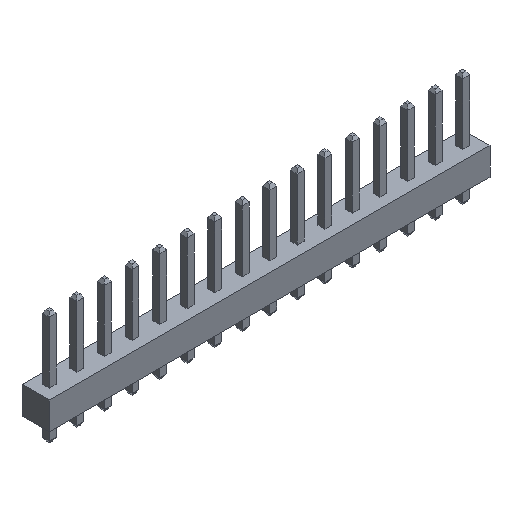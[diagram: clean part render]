
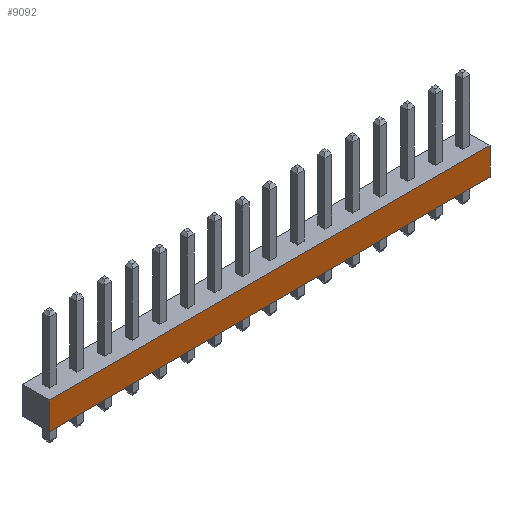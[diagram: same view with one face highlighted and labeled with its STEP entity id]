
A CAD part, isometric view. The second image highlights one B-rep face of the part: STEP entity #9092.
In plain terms, the highlighted planar face has unit normal (0, -1, 0).
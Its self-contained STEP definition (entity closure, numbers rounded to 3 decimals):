
#8969 = CARTESIAN_POINT ( 'NONE',  ( 39.37, -1.25, 0. ) ) ;
#8970 = VERTEX_POINT ( 'NONE', #8969 ) ;
#8987 = CARTESIAN_POINT ( 'NONE',  ( 39.37, -1.25, 2.54 ) ) ;
#8988 = VERTEX_POINT ( 'NONE', #8987 ) ;
#8995 = CARTESIAN_POINT ( 'NONE',  ( 39.37, -1.25, 2.54 ) ) ;
#8996 = DIRECTION ( 'NONE',  ( 0., 0., -1. ) ) ;
#8997 = VECTOR ( 'NONE', #8996, 1000. ) ;
#8998 = LINE ( 'NONE', #8995, #8997 ) ;
#8999 = EDGE_CURVE ( 'NONE', #8988, #8970, #8998, .T. ) ;
#9040 = CARTESIAN_POINT ( 'NONE',  ( -1.27, -1.25, 0. ) ) ;
#9041 = VERTEX_POINT ( 'NONE', #9040 ) ;
#9048 = CARTESIAN_POINT ( 'NONE',  ( -1.27, -1.25, 2.54 ) ) ;
#9049 = VERTEX_POINT ( 'NONE', #9048 ) ;
#9050 = CARTESIAN_POINT ( 'NONE',  ( -1.27, -1.25, 2.54 ) ) ;
#9051 = DIRECTION ( 'NONE',  ( 0., 0., -1. ) ) ;
#9052 = VECTOR ( 'NONE', #9051, 1000. ) ;
#9053 = LINE ( 'NONE', #9050, #9052 ) ;
#9054 = EDGE_CURVE ( 'NONE', #9049, #9041, #9053, .T. ) ;
#9071 = CARTESIAN_POINT ( 'NONE',  ( -1.27, -1.25, 0. ) ) ;
#9072 = DIRECTION ( 'NONE',  ( 1., 0., 0. ) ) ;
#9073 = VECTOR ( 'NONE', #9072, 1000. ) ;
#9074 = LINE ( 'NONE', #9071, #9073 ) ;
#9075 = EDGE_CURVE ( 'NONE', #9041, #8970, #9074, .T. ) ;
#9076 = ORIENTED_EDGE ( 'NONE', *, *, #9075, .T. ) ;
#9077 = ORIENTED_EDGE ( 'NONE', *, *, #8999, .F. ) ;
#9078 = CARTESIAN_POINT ( 'NONE',  ( -1.27, -1.25, 2.54 ) ) ;
#9079 = DIRECTION ( 'NONE',  ( 1., 0., 0. ) ) ;
#9080 = VECTOR ( 'NONE', #9079, 1000. ) ;
#9081 = LINE ( 'NONE', #9078, #9080 ) ;
#9082 = EDGE_CURVE ( 'NONE', #9049, #8988, #9081, .T. ) ;
#9083 = ORIENTED_EDGE ( 'NONE', *, *, #9082, .F. ) ;
#9084 = ORIENTED_EDGE ( 'NONE', *, *, #9054, .T. ) ;
#9085 = EDGE_LOOP ( 'NONE', ( #9076, #9077, #9083, #9084 ) ) ;
#9086 = FACE_OUTER_BOUND ( 'NONE', #9085, .T. ) ;
#9087 = CARTESIAN_POINT ( 'NONE',  ( -1.27, -1.25, 2.54 ) ) ;
#9088 = DIRECTION ( 'NONE',  ( 0., 1., 0. ) ) ;
#9089 = DIRECTION ( 'NONE',  ( -1., 0., 0. ) ) ;
#9090 = AXIS2_PLACEMENT_3D ( 'NONE', #9087, #9088, #9089 ) ;
#9091 = PLANE ( 'NONE', #9090 ) ;
#9092 = ADVANCED_FACE ( 'NONE', ( #9086 ), #9091, .F. ) ;
